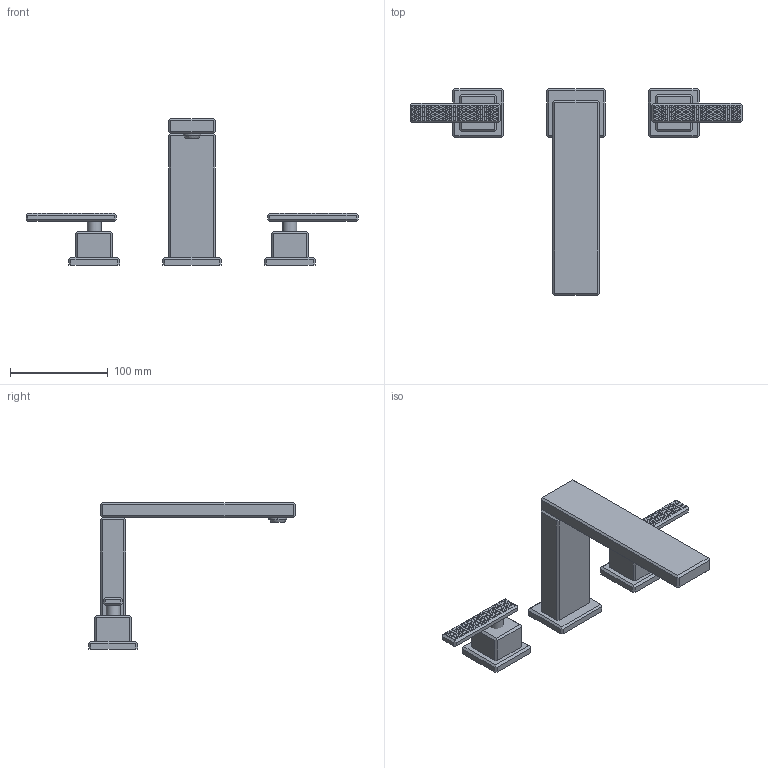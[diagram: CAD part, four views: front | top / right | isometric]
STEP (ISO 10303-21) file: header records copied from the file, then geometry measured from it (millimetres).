
FILE_DESCRIPTION(/* description */ (''),/* implementation_level */ '2;1');
FILE_NAME(/* name */ 'TVW126002000 innenleben raus.step',/* time_stamp */ '2023-02-27T10:25:10+01:00',/* author */ (''),/* organization */ (''),/* preprocessor_version */ 'ST-DEVELOPER v19.2',/* originating_system */ 'Autodesk Translation Framework v11.17.0.187',/* authorisation */ '');
FILE_SCHEMA (('AUTOMOTIVE_DESIGN { 1 0 10303 214 3 1 1 }'));
Length unit declared in the file: millimetre
Products named in the file (7): (Nicht gespeichert); 80T188293D; 8DZ288293G; 80G188293D; 81P24FB11G; 82P24FB11; 81P35VMD
Assembly tree (9 placements, depth 2):
  (Nicht gespeichert)
    80T188293D
    8DZ288293G
    80G188293D
    81P24FB11G  x2
    82P24FB11  x2
    81P35VMD  x2
Bounding box: 340 x 211.6 x 150 mm (x, y, z)
Volume: 484668.9 mm3; surface area: 94562.7 mm2
Topology: 12 solids, 12 shells, 2439 faces, 5203 edges, 2790 vertices
Faces by surface type: plane 2432, bspline 4, cylinder 3
Full cylindrical faces by diameter (mm): 14.3 x2
Entity records: 32345 total; most frequent: CARTESIAN_POINT 5559, ORIENTED_EDGE 5410, DIRECTION 5262, EDGE_CURVE 2705, LINE 2690, VECTOR 2690, VERTEX_POINT 1464, AXIS2_PLACEMENT_3D 1286
